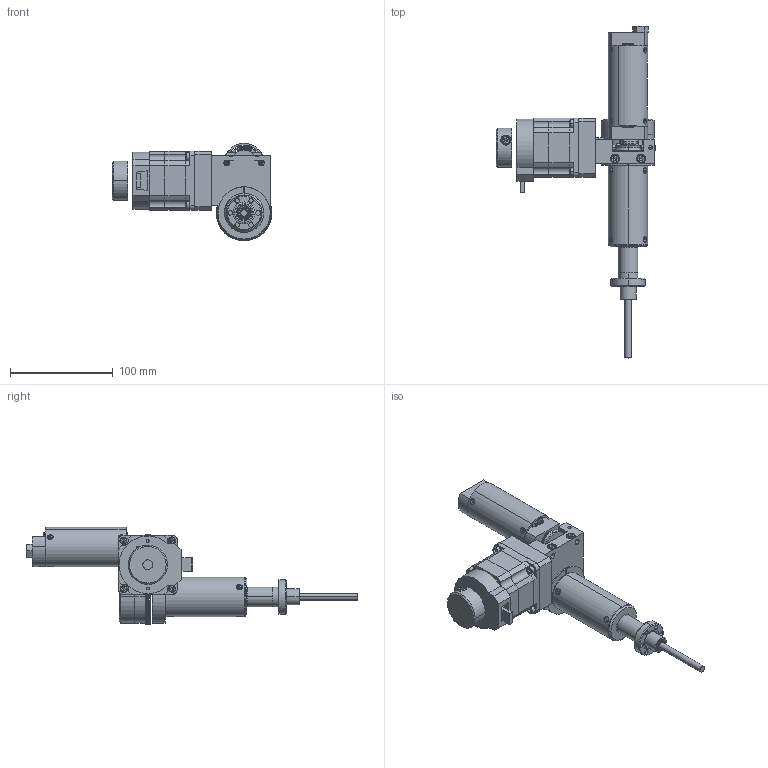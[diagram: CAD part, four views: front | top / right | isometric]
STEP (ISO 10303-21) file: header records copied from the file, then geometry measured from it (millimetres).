
FILE_DESCRIPTION (( 'STEP AP214' ), '1' );
FILE_NAME ('FRM-133-25_MS-W_EDR_RLSC.STEP', '2019-01-31T22:09:28', ( '' ), ( '' ), 'SwSTEP 2.0', 'SolidWorks 2010', '' );
FILE_SCHEMA (( 'AUTOMOTIVE_DESIGN' ));
Length unit declared in the file: inch
Products named in the file (1): FRM-133-25_MS-W_EDR_RLSC
Bounding box: 155.13 x 322.38 x 94.58 mm (x, y, z)
Surface area: 125776.7 mm2 (no closed solid volume)
Topology: 0 solids, 95 shells, 1088 faces, 4104 edges, 2962 vertices
Faces by surface type: plane 436, cylinder 416, torus 148, cone 86, sphere 2
Entity records: 61850 total; most frequent: CARTESIAN_POINT 13102, DIRECTION 7501, ORIENTED_EDGE 6247, EDGE_CURVE 4090, VERTEX_POINT 2962, AXIS2_PLACEMENT_3D 2754, LINE 1993, VECTOR 1993
